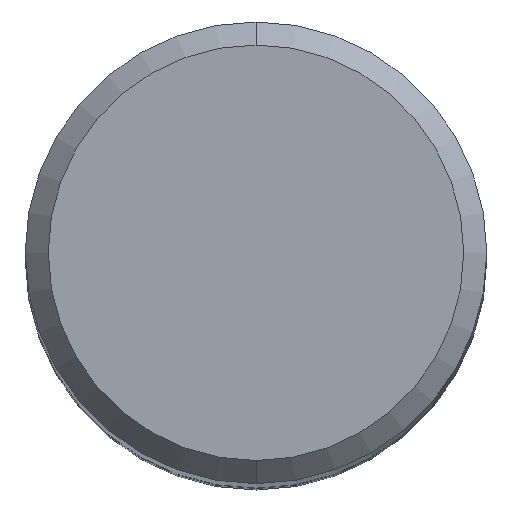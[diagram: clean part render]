
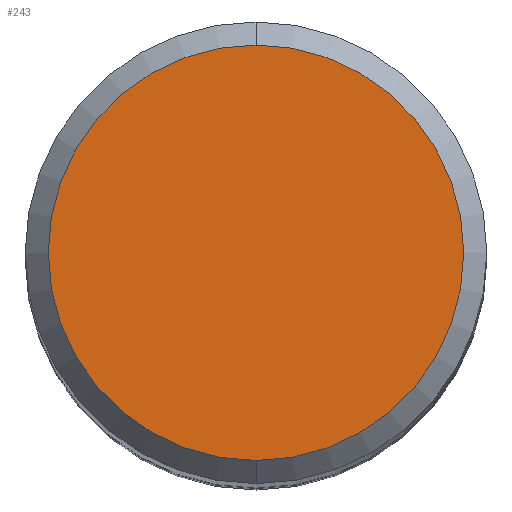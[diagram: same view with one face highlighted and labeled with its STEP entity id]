
A CAD part, top view. The second image highlights one B-rep face of the part: STEP entity #243.
In plain terms, the highlighted planar face has unit normal (0, 0, 1).
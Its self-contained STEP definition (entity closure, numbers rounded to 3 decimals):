
#223=VERTEX_POINT('',#546);
#243=ADVANCED_FACE('',(#571),#572,.T.);
#261=EDGE_CURVE('',#269,#223,#590,.T.);
#269=VERTEX_POINT('',#598);
#347=EDGE_CURVE('',#223,#269,#682,.T.);
#546=CARTESIAN_POINT('',(0.,-7.2,0.0));
#571=FACE_OUTER_BOUND('',#981,.T.);
#572=PLANE('',#982);
#590=CIRCLE('',#1033,7.2);
#598=CARTESIAN_POINT('',(0.0,7.2,0.0));
#682=CIRCLE('',#1242,7.2);
#981=EDGE_LOOP('',(#1661,#1662));
#982=AXIS2_PLACEMENT_3D('',#1663,#1664,#1665);
#1033=AXIS2_PLACEMENT_3D('',#1671,#1672,#1673);
#1242=AXIS2_PLACEMENT_3D('',#1742,#1743,#1744);
#1661=ORIENTED_EDGE('',*,*,#261,.F.);
#1662=ORIENTED_EDGE('',*,*,#347,.F.);
#1663=CARTESIAN_POINT('',(0.0,3.6,0.0));
#1664=DIRECTION('',(-0.0,0.0,1.0));
#1665=DIRECTION('',(0.0,-1.0,0.0));
#1671=CARTESIAN_POINT('',(0.0,0.0,0.0));
#1672=DIRECTION('',(0.0,0.0,-1.0));
#1673=DIRECTION('',(0.0,1.0,0.0));
#1742=CARTESIAN_POINT('',(0.0,0.0,0.0));
#1743=DIRECTION('',(0.0,0.0,-1.0));
#1744=DIRECTION('',(0.0,1.0,0.0));
